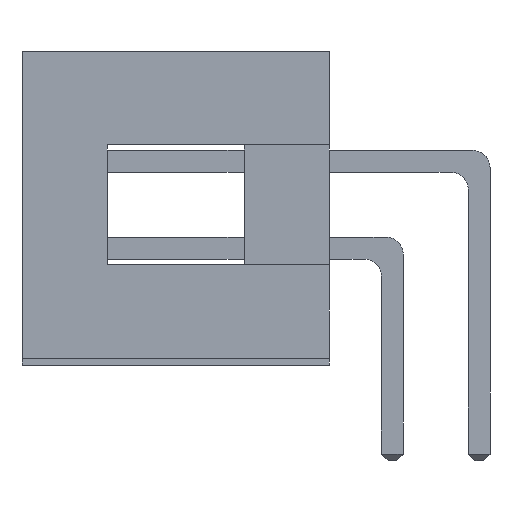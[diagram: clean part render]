
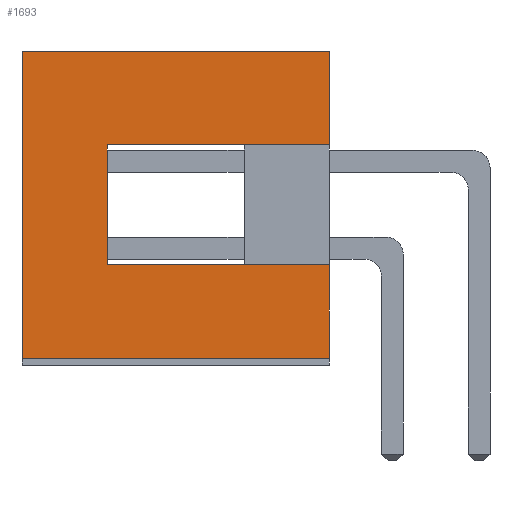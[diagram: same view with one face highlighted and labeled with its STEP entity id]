
A CAD part, front view. The second image highlights one B-rep face of the part: STEP entity #1693.
In plain terms, the highlighted planar face has unit normal (0, -1, 0).
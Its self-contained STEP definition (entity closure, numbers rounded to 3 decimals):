
#120 = VERTEX_POINT('',#121);
#121 = CARTESIAN_POINT('',(-12.225,-40.64,0.05));
#127 = EDGE_CURVE('',#120,#128,#130,.T.);
#128 = VERTEX_POINT('',#129);
#129 = CARTESIAN_POINT('',(-12.225,-40.64,9.05));
#130 = LINE('',#131,#132);
#131 = CARTESIAN_POINT('',(-12.225,-40.64,0.05));
#132 = VECTOR('',#133,1.);
#133 = DIRECTION('',(0.,0.,1.));
#284 = EDGE_CURVE('',#285,#128,#287,.T.);
#285 = VERTEX_POINT('',#286);
#286 = CARTESIAN_POINT('',(-3.225,-40.64,9.05));
#287 = LINE('',#288,#289);
#288 = CARTESIAN_POINT('',(-3.225,-40.64,9.05));
#289 = VECTOR('',#290,1.);
#290 = DIRECTION('',(-1.,0.,0.));
#436 = EDGE_CURVE('',#437,#285,#439,.T.);
#437 = VERTEX_POINT('',#438);
#438 = CARTESIAN_POINT('',(-3.225,-40.64,6.3));
#439 = LINE('',#440,#441);
#440 = CARTESIAN_POINT('',(-3.225,-40.64,0.05));
#441 = VECTOR('',#442,1.);
#442 = DIRECTION('',(0.,0.,1.));
#461 = VERTEX_POINT('',#462);
#462 = CARTESIAN_POINT('',(-3.225,-40.64,2.8));
#468 = EDGE_CURVE('',#469,#461,#471,.T.);
#469 = VERTEX_POINT('',#470);
#470 = CARTESIAN_POINT('',(-3.225,-40.64,0.05));
#471 = LINE('',#472,#473);
#472 = CARTESIAN_POINT('',(-3.225,-40.64,0.05));
#473 = VECTOR('',#474,1.);
#474 = DIRECTION('',(0.,0.,1.));
#1683 = EDGE_CURVE('',#469,#120,#1684,.T.);
#1684 = LINE('',#1685,#1686);
#1685 = CARTESIAN_POINT('',(-3.225,-40.64,0.05));
#1686 = VECTOR('',#1687,1.);
#1687 = DIRECTION('',(-1.,0.,0.));
#1693 = ADVANCED_FACE('',(#1694),#1723,.T.);
#1694 = FACE_BOUND('',#1695,.T.);
#1695 = EDGE_LOOP('',(#1696,#1697,#1698,#1699,#1707,#1715,#1721,#1722));
#1696 = ORIENTED_EDGE('',*,*,#127,.F.);
#1697 = ORIENTED_EDGE('',*,*,#1683,.F.);
#1698 = ORIENTED_EDGE('',*,*,#468,.T.);
#1699 = ORIENTED_EDGE('',*,*,#1700,.T.);
#1700 = EDGE_CURVE('',#461,#1701,#1703,.T.);
#1701 = VERTEX_POINT('',#1702);
#1702 = CARTESIAN_POINT('',(-9.725,-40.64,2.8));
#1703 = LINE('',#1704,#1705);
#1704 = CARTESIAN_POINT('',(-3.225,-40.64,2.8));
#1705 = VECTOR('',#1706,1.);
#1706 = DIRECTION('',(-1.,0.,0.));
#1707 = ORIENTED_EDGE('',*,*,#1708,.T.);
#1708 = EDGE_CURVE('',#1701,#1709,#1711,.T.);
#1709 = VERTEX_POINT('',#1710);
#1710 = CARTESIAN_POINT('',(-9.725,-40.64,6.3));
#1711 = LINE('',#1712,#1713);
#1712 = CARTESIAN_POINT('',(-9.725,-40.64,2.8));
#1713 = VECTOR('',#1714,1.);
#1714 = DIRECTION('',(0.,0.,1.));
#1715 = ORIENTED_EDGE('',*,*,#1716,.F.);
#1716 = EDGE_CURVE('',#437,#1709,#1717,.T.);
#1717 = LINE('',#1718,#1719);
#1718 = CARTESIAN_POINT('',(-3.225,-40.64,6.3));
#1719 = VECTOR('',#1720,1.);
#1720 = DIRECTION('',(-1.,0.,0.));
#1721 = ORIENTED_EDGE('',*,*,#436,.T.);
#1722 = ORIENTED_EDGE('',*,*,#284,.T.);
#1723 = PLANE('',#1724);
#1724 = AXIS2_PLACEMENT_3D('',#1725,#1726,#1727);
#1725 = CARTESIAN_POINT('',(-3.225,-40.64,0.05));
#1726 = DIRECTION('',(0.,-1.,0.));
#1727 = DIRECTION('',(-1.,0.,0.));
